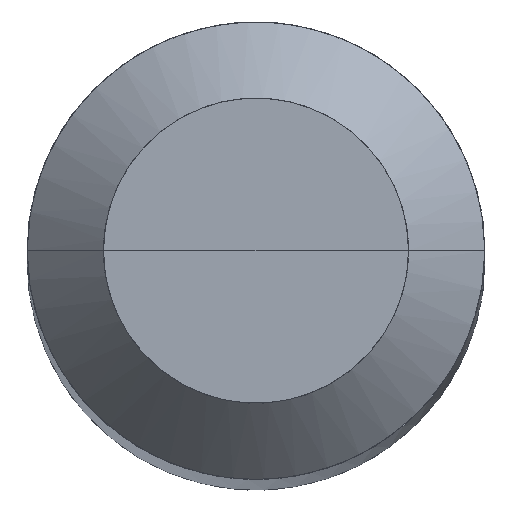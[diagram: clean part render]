
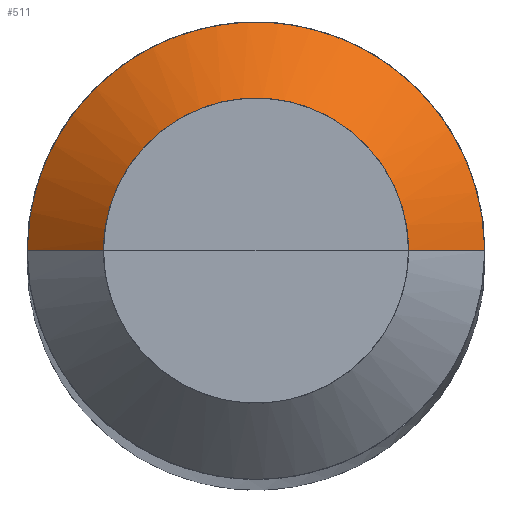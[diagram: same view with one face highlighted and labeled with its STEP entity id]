
A CAD part, top view. The second image highlights one B-rep face of the part: STEP entity #511.
In plain terms, the highlighted free-form (B-spline) face has degree [1, 2] with [2, 5] control points.
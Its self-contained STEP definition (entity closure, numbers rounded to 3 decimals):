
#241=CARTESIAN_POINT('',(1.5,0.0,44.5));
#242=CARTESIAN_POINT('',(1.5,1.5,44.5));
#243=CARTESIAN_POINT('',(0.0,1.5,44.5));
#244=CARTESIAN_POINT('',(-1.5,1.5,44.5));
#245=CARTESIAN_POINT('',(-1.5,0.0,44.5));
#246=CARTESIAN_POINT('',(1.0,0.0,45.0));
#247=CARTESIAN_POINT('',(1.0,1.0,45.0));
#248=CARTESIAN_POINT('',(0.0,1.0,45.0));
#249=CARTESIAN_POINT('',(-1.0,1.0,45.0));
#250=CARTESIAN_POINT('',(-1.0,0.0,45.0));
#492=(
BOUNDED_SURFACE()
B_SPLINE_SURFACE(1,2,(
(#241,#242,#243,#244,#245),
(#246,#247,#248,#249,#250)
), .UNSPECIFIED.,.F.,.F.,.F.)
B_SPLINE_SURFACE_WITH_KNOTS((2,2),(3,2,3),(
0.0,1.0),(
0.0,0.5,1.0), .UNSPECIFIED.)
GEOMETRIC_REPRESENTATION_ITEM()
RATIONAL_B_SPLINE_SURFACE(((1.0,0.707,1.0,0.707,1.0),
(1.0,0.707,1.0,0.707,1.0)
))
REPRESENTATION_ITEM('')
SURFACE()
);
#493=(
BOUNDED_CURVE()
B_SPLINE_CURVE(2,(#245,#244,#243,#242,#241),.UNSPECIFIED.,.F.,.F.)
B_SPLINE_CURVE_WITH_KNOTS((3,2,3),
(0.0,0.5,1.0),.UNSPECIFIED.)
CURVE()
GEOMETRIC_REPRESENTATION_ITEM()
RATIONAL_B_SPLINE_CURVE((1.0,0.707,1.0,0.707,1.0))
REPRESENTATION_ITEM('')
);
#494=(
BOUNDED_CURVE()
B_SPLINE_CURVE(1,(#241,#246),.UNSPECIFIED.,.F.,.F.)
B_SPLINE_CURVE_WITH_KNOTS((2,2),
(0.0,1.0),.UNSPECIFIED.)
CURVE()
GEOMETRIC_REPRESENTATION_ITEM()
RATIONAL_B_SPLINE_CURVE((1.0,1.0))
REPRESENTATION_ITEM('')
);
#495=(
BOUNDED_CURVE()
B_SPLINE_CURVE(2,(#246,#247,#248,#249,#250),.UNSPECIFIED.,.F.,.F.)
B_SPLINE_CURVE_WITH_KNOTS((3,2,3),
(0.0,0.5,1.0),.UNSPECIFIED.)
CURVE()
GEOMETRIC_REPRESENTATION_ITEM()
RATIONAL_B_SPLINE_CURVE((1.0,0.707,1.0,0.707,1.0))
REPRESENTATION_ITEM('')
);
#496=(
BOUNDED_CURVE()
B_SPLINE_CURVE(1,(#250,#245),.UNSPECIFIED.,.F.,.F.)
B_SPLINE_CURVE_WITH_KNOTS((2,2),
(0.0,1.0),.UNSPECIFIED.)
CURVE()
GEOMETRIC_REPRESENTATION_ITEM()
RATIONAL_B_SPLINE_CURVE((1.0,1.0))
REPRESENTATION_ITEM('')
);
#497=VERTEX_POINT('',#241);
#498=VERTEX_POINT('',#245);
#499=VERTEX_POINT('',#246);
#500=VERTEX_POINT('',#250);
#501=EDGE_CURVE('',#498,#497,#493,.T.);
#502=EDGE_CURVE('',#497,#499,#494,.T.);
#503=EDGE_CURVE('',#499,#500,#495,.T.);
#504=EDGE_CURVE('',#500,#498,#496,.T.);
#505=ORIENTED_EDGE('',*,*,#501,.T.);
#506=ORIENTED_EDGE('',*,*,#502,.T.);
#507=ORIENTED_EDGE('',*,*,#503,.T.);
#508=ORIENTED_EDGE('',*,*,#504,.T.);
#509=EDGE_LOOP('',(#505,#506,#507,#508));
#510=FACE_OUTER_BOUND('',#509,.T.);
#511=ADVANCED_FACE('',(#510),#492,.T.);
